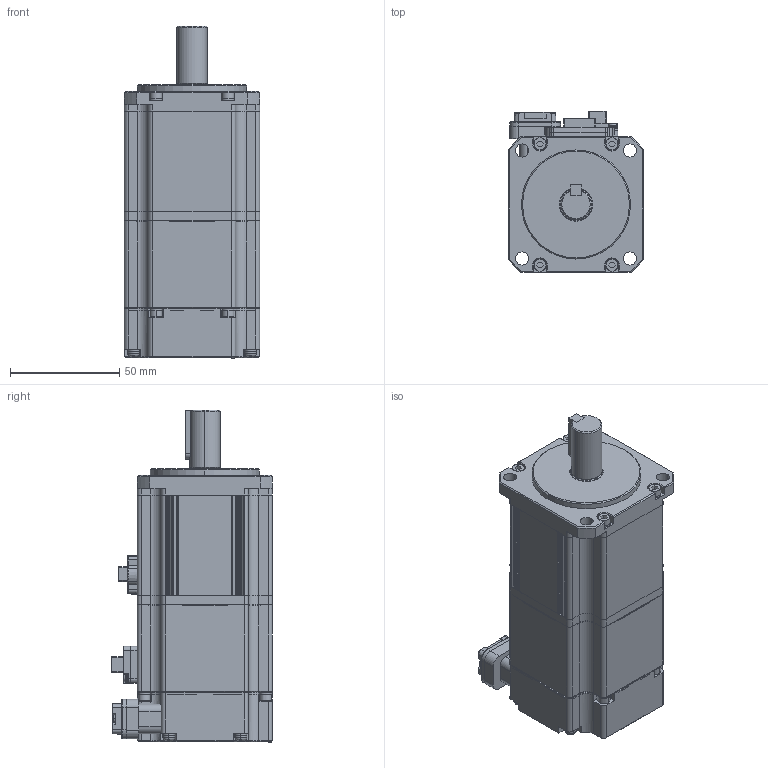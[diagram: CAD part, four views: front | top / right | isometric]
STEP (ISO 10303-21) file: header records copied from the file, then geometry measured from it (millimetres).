
FILE_DESCRIPTION (( 'STEP AP214' ), '1' );
FILE_NAME ('APMC-FBL02AYK2-AD.STEP', '2021-08-04T01:31:42', ( '' ), ( '' ), 'SwSTEP 2.0', 'SolidWorks 2017', '' );
FILE_SCHEMA (( 'AUTOMOTIVE_DESIGN' ));
Length unit declared in the file: inch
Products named in the file (1): APMC-FBL02AYK2-AD
Bounding box: 62 x 73.8 x 152.2 mm (x, y, z)
Volume: 427854.1 mm3; surface area: 98395.4 mm2
Topology: 51 solids, 51 shells, 2112 faces, 5517 edges, 3588 vertices
Faces by surface type: plane 1314, cylinder 590, bspline 96, cone 88, torus 24
Entity records: 69340 total; most frequent: CARTESIAN_POINT 16631, ORIENTED_EDGE 11010, DIRECTION 10399, EDGE_CURVE 5505, LINE 3771, VECTOR 3771, VERTEX_POINT 3588, AXIS2_PLACEMENT_3D 3314
